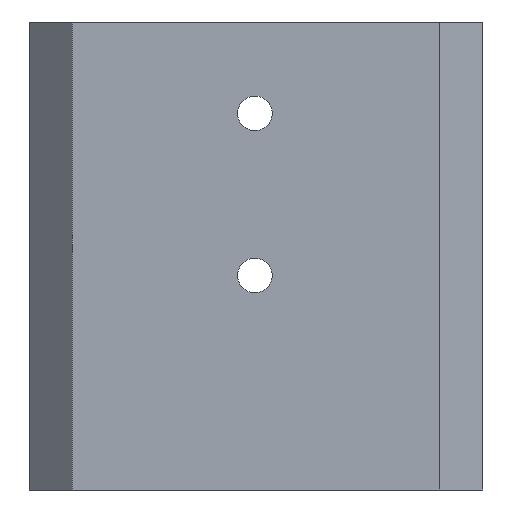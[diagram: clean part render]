
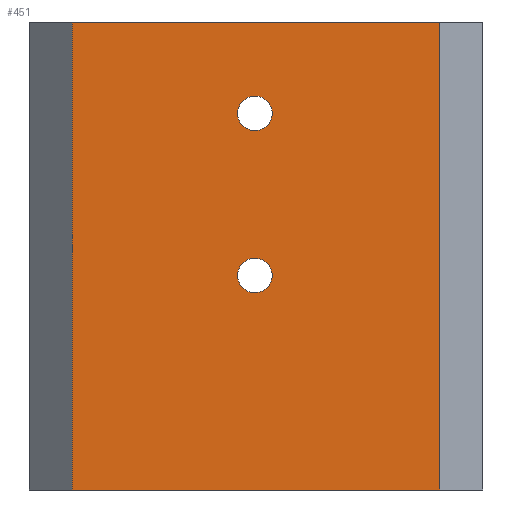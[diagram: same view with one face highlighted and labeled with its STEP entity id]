
A CAD part, front view. The second image highlights one B-rep face of the part: STEP entity #451.
In plain terms, the highlighted planar face has unit normal (0, -1, 0).
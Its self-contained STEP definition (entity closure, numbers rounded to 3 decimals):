
#19=FACE_BOUND('',#74,.T.);
#20=FACE_BOUND('',#75,.T.);
#31=PLANE('',#503);
#47=FACE_OUTER_BOUND('',#73,.T.);
#73=EDGE_LOOP('',(#359,#360,#361,#362));
#74=EDGE_LOOP('',(#363));
#75=EDGE_LOOP('',(#364));
#120=LINE('',#781,#164);
#123=LINE('',#787,#167);
#124=LINE('',#789,#168);
#125=LINE('',#790,#169);
#164=VECTOR('',#584,10.);
#167=VECTOR('',#589,10.);
#168=VECTOR('',#590,10.);
#169=VECTOR('',#591,10.);
#195=CIRCLE('',#504,1.6);
#196=CIRCLE('',#505,1.6);
#229=VERTEX_POINT('',#778);
#230=VERTEX_POINT('',#780);
#232=VERTEX_POINT('',#786);
#233=VERTEX_POINT('',#788);
#234=VERTEX_POINT('',#791);
#235=VERTEX_POINT('',#793);
#280=EDGE_CURVE('',#229,#230,#120,.T.);
#283=EDGE_CURVE('',#229,#232,#123,.T.);
#284=EDGE_CURVE('',#233,#232,#124,.T.);
#285=EDGE_CURVE('',#230,#233,#125,.T.);
#286=EDGE_CURVE('',#234,#234,#195,.T.);
#287=EDGE_CURVE('',#235,#235,#196,.T.);
#359=ORIENTED_EDGE('',*,*,#280,.F.);
#360=ORIENTED_EDGE('',*,*,#283,.T.);
#361=ORIENTED_EDGE('',*,*,#284,.F.);
#362=ORIENTED_EDGE('',*,*,#285,.F.);
#363=ORIENTED_EDGE('',*,*,#286,.T.);
#364=ORIENTED_EDGE('',*,*,#287,.T.);
#451=ADVANCED_FACE('',(#47,#19,#20),#31,.T.);
#503=AXIS2_PLACEMENT_3D('',#785,#587,#588);
#504=AXIS2_PLACEMENT_3D('',#792,#592,#593);
#505=AXIS2_PLACEMENT_3D('',#794,#594,#595);
#584=DIRECTION('',(0.,0.,-1.));
#587=DIRECTION('center_axis',(0.,-1.,0.));
#588=DIRECTION('ref_axis',(1.,0.,0.));
#589=DIRECTION('',(-1.,0.,0.));
#590=DIRECTION('',(0.,0.,1.));
#591=DIRECTION('',(-1.,0.,0.));
#592=DIRECTION('center_axis',(0.,1.,0.));
#593=DIRECTION('ref_axis',(1.,0.,0.));
#594=DIRECTION('center_axis',(0.,1.,0.));
#595=DIRECTION('ref_axis',(1.,0.,0.));
#778=CARTESIAN_POINT('',(64.8,-18.5,43.3));
#780=CARTESIAN_POINT('',(64.8,-18.5,0.));
#781=CARTESIAN_POINT('',(64.8,-18.5,0.));
#785=CARTESIAN_POINT('Origin',(26.8,-18.5,0.));
#786=CARTESIAN_POINT('',(30.8,-18.5,43.3));
#787=CARTESIAN_POINT('',(37.3,-18.5,43.3));
#788=CARTESIAN_POINT('',(30.8,-18.5,0.));
#789=CARTESIAN_POINT('',(30.8,-18.5,0.));
#790=CARTESIAN_POINT('',(68.8,-18.5,0.));
#791=CARTESIAN_POINT('',(46.1,-18.5,19.846));
#792=CARTESIAN_POINT('Origin',(47.7,-18.5,19.846));
#793=CARTESIAN_POINT('',(46.1,-18.5,34.846));
#794=CARTESIAN_POINT('Origin',(47.7,-18.5,34.846));
